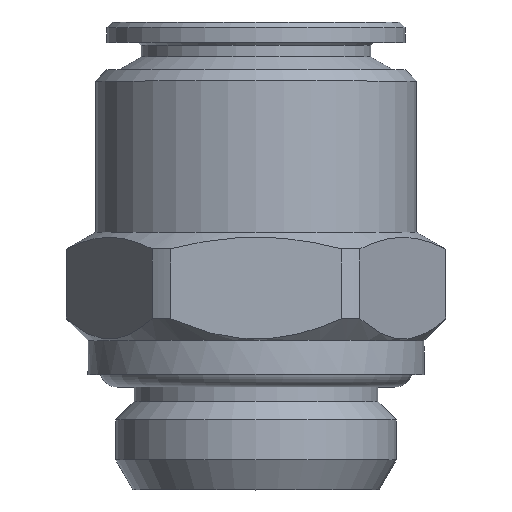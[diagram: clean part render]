
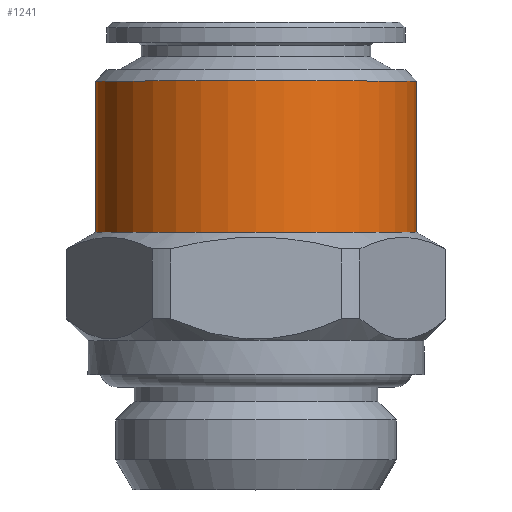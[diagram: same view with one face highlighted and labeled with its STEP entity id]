
A CAD part, top view. The second image highlights one B-rep face of the part: STEP entity #1241.
In plain terms, the highlighted cylindrical face has radius 11.85 mm (diameter 23.7 mm), a full revolution.
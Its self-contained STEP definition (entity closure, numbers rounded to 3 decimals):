
#39=CYLINDRICAL_SURFACE('',#1340,11.85);
#351=ORIENTED_EDGE('',*,*,#483,.F.);
#352=ORIENTED_EDGE('',*,*,#484,.T.);
#483=EDGE_CURVE('',#566,#566,#613,.T.);
#484=EDGE_CURVE('',#567,#567,#614,.T.);
#566=VERTEX_POINT('',#1939);
#567=VERTEX_POINT('',#1942);
#613=CIRCLE('',#1339,11.85);
#614=CIRCLE('',#1341,11.85);
#674=EDGE_LOOP('',(#351));
#675=EDGE_LOOP('',(#352));
#754=FACE_BOUND('',#674,.T.);
#755=FACE_BOUND('',#675,.T.);
#1241=ADVANCED_FACE('',(#754,#755),#39,.T.);
#1339=AXIS2_PLACEMENT_3D('',#1938,#1564,#1565);
#1340=AXIS2_PLACEMENT_3D('',#1940,#1566,#1567);
#1341=AXIS2_PLACEMENT_3D('',#1941,#1568,#1569);
#1564=DIRECTION('',(0.,-1.,0.));
#1565=DIRECTION('',(0.,0.,-1.));
#1566=DIRECTION('',(0.,-1.,0.));
#1567=DIRECTION('',(0.,0.,-1.));
#1568=DIRECTION('',(0.,-1.,0.));
#1569=DIRECTION('',(0.,0.,-1.));
#1938=CARTESIAN_POINT('',(0.,19.,0.));
#1939=CARTESIAN_POINT('',(0.,19.,-11.85));
#1940=CARTESIAN_POINT('',(0.,-3.386,0.));
#1941=CARTESIAN_POINT('',(0.,30.15,0.));
#1942=CARTESIAN_POINT('',(0.,30.15,-11.85));
